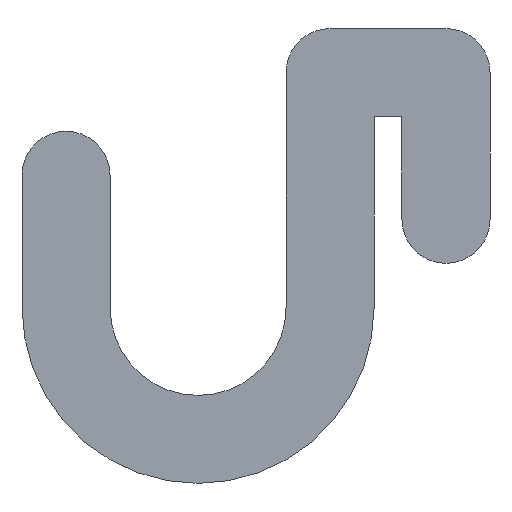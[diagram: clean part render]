
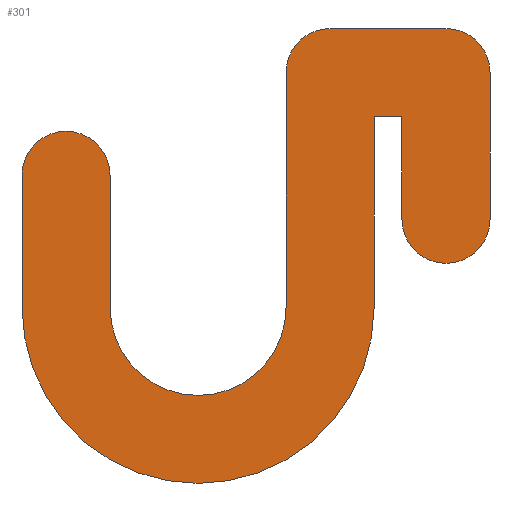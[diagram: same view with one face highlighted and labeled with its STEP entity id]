
A CAD part, front view. The second image highlights one B-rep face of the part: STEP entity #301.
In plain terms, the highlighted planar face has unit normal (0, -1, 0).
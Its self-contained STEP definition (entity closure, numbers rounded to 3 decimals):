
#13=CIRCLE($,#308,3.);
#15=CIRCLE($,#312,3.);
#17=CIRCLE($,#316,3.);
#19=CIRCLE($,#320,6.);
#21=CIRCLE($,#324,3.);
#23=CIRCLE($,#328,12.);
#45=FACE_OUTER_BOUND($,#61,.T.);
#61=EDGE_LOOP($,(#249,#250,#251,#252,#253,#254,#255,#256,#257,#258,#259,
#260,#261,#262));
#63=LINE($,#426,#93);
#68=LINE($,#440,#98);
#72=LINE($,#452,#102);
#76=LINE($,#464,#106);
#80=LINE($,#476,#110);
#84=LINE($,#488,#114);
#88=LINE($,#500,#118);
#91=LINE($,#505,#121);
#93=VECTOR($,#338,7.);
#98=VECTOR($,#351,10.);
#102=VECTOR($,#363,7.9);
#106=VECTOR($,#375,16.);
#110=VECTOR($,#387,9.);
#114=VECTOR($,#399,9.);
#118=VECTOR($,#411,13.);
#121=VECTOR($,#416,1.9);
#123=VERTEX_POINT($,#424);
#124=VERTEX_POINT($,#425);
#127=VERTEX_POINT($,#433);
#129=VERTEX_POINT($,#439);
#131=VERTEX_POINT($,#445);
#133=VERTEX_POINT($,#451);
#135=VERTEX_POINT($,#457);
#137=VERTEX_POINT($,#463);
#139=VERTEX_POINT($,#469);
#141=VERTEX_POINT($,#475);
#143=VERTEX_POINT($,#481);
#145=VERTEX_POINT($,#487);
#147=VERTEX_POINT($,#493);
#149=VERTEX_POINT($,#499);
#151=EDGE_CURVE($,#123,#124,#63,.T.);
#155=EDGE_CURVE($,#124,#127,#13,.T.);
#158=EDGE_CURVE($,#127,#129,#68,.T.);
#161=EDGE_CURVE($,#129,#131,#15,.T.);
#164=EDGE_CURVE($,#131,#133,#72,.T.);
#167=EDGE_CURVE($,#133,#135,#17,.T.);
#170=EDGE_CURVE($,#135,#137,#76,.T.);
#173=EDGE_CURVE($,#137,#139,#19,.T.);
#176=EDGE_CURVE($,#139,#141,#80,.T.);
#179=EDGE_CURVE($,#141,#143,#21,.T.);
#182=EDGE_CURVE($,#143,#145,#84,.T.);
#185=EDGE_CURVE($,#145,#147,#23,.T.);
#188=EDGE_CURVE($,#147,#149,#88,.T.);
#191=EDGE_CURVE($,#149,#123,#91,.T.);
#249=ORIENTED_EDGE($,*,*,#191,.T.);
#250=ORIENTED_EDGE($,*,*,#151,.T.);
#251=ORIENTED_EDGE($,*,*,#155,.T.);
#252=ORIENTED_EDGE($,*,*,#158,.T.);
#253=ORIENTED_EDGE($,*,*,#161,.T.);
#254=ORIENTED_EDGE($,*,*,#164,.T.);
#255=ORIENTED_EDGE($,*,*,#167,.T.);
#256=ORIENTED_EDGE($,*,*,#170,.T.);
#257=ORIENTED_EDGE($,*,*,#173,.T.);
#258=ORIENTED_EDGE($,*,*,#176,.T.);
#259=ORIENTED_EDGE($,*,*,#179,.T.);
#260=ORIENTED_EDGE($,*,*,#182,.T.);
#261=ORIENTED_EDGE($,*,*,#185,.T.);
#262=ORIENTED_EDGE($,*,*,#188,.T.);
#285=PLANE($,#332);
#301=ADVANCED_FACE($,(#45),#285,.T.);
#308=AXIS2_PLACEMENT_3D($,#434,#344,#345);
#312=AXIS2_PLACEMENT_3D($,#446,#356,#357);
#316=AXIS2_PLACEMENT_3D($,#458,#368,#369);
#320=AXIS2_PLACEMENT_3D($,#470,#380,#381);
#324=AXIS2_PLACEMENT_3D($,#482,#392,#393);
#328=AXIS2_PLACEMENT_3D($,#494,#404,#405);
#332=AXIS2_PLACEMENT_3D($,#507,#418,#419);
#338=DIRECTION($,(0.,0.,-1.));
#344=DIRECTION('center_axis',(0.,-1.,0.));
#345=DIRECTION('ref_axis',(0.,0.,1.));
#351=DIRECTION($,(0.,0.,1.));
#356=DIRECTION('center_axis',(0.,-1.,0.));
#357=DIRECTION('ref_axis',(0.,0.,-1.));
#363=DIRECTION($,(-1.,0.,0.));
#368=DIRECTION('center_axis',(0.,-1.,0.));
#369=DIRECTION('ref_axis',(1.,0.,0.));
#375=DIRECTION($,(0.,0.,-1.));
#380=DIRECTION('center_axis',(0.,1.,0.));
#381=DIRECTION('ref_axis',(1.,0.,0.));
#387=DIRECTION($,(0.,0.,1.));
#392=DIRECTION('center_axis',(0.,-1.,0.));
#393=DIRECTION('ref_axis',(0.,0.,-1.));
#399=DIRECTION($,(0.,0.,-1.));
#404=DIRECTION('center_axis',(0.,-1.,0.));
#405=DIRECTION('ref_axis',(0.,0.,1.));
#411=DIRECTION($,(0.,0.,1.));
#416=DIRECTION($,(1.,0.,0.));
#418=DIRECTION('center_axis',(0.,-1.,0.));
#419=DIRECTION('ref_axis',(0.,0.,-1.));
#424=CARTESIAN_POINT('',(1.9,0.,0.));
#425=CARTESIAN_POINT('',(1.9,0.,-7.));
#426=CARTESIAN_POINT($,(1.9,0.,0.));
#433=CARTESIAN_POINT('',(7.9,0.,-7.));
#434=CARTESIAN_POINT('Origin',(4.9,0.,-7.));
#439=CARTESIAN_POINT('',(7.9,0.,3.));
#440=CARTESIAN_POINT($,(7.9,0.,-7.));
#445=CARTESIAN_POINT('',(4.9,0.,6.));
#446=CARTESIAN_POINT('Origin',(4.9,0.,3.));
#451=CARTESIAN_POINT('',(-3.,0.,6.));
#452=CARTESIAN_POINT($,(4.9,0.,6.));
#457=CARTESIAN_POINT('',(-6.,0.,3.));
#458=CARTESIAN_POINT('Origin',(-3.,0.,3.));
#463=CARTESIAN_POINT('',(-6.,0.,-13.));
#464=CARTESIAN_POINT($,(-6.,0.,3.));
#469=CARTESIAN_POINT('',(-18.,0.,-13.));
#470=CARTESIAN_POINT('Origin',(-12.,0.,-13.));
#475=CARTESIAN_POINT('',(-18.,0.,-4.));
#476=CARTESIAN_POINT($,(-18.,0.,-13.));
#481=CARTESIAN_POINT('',(-24.,0.,-4.));
#482=CARTESIAN_POINT('Origin',(-21.,0.,-4.));
#487=CARTESIAN_POINT('',(-24.,0.,-13.));
#488=CARTESIAN_POINT($,(-24.,0.,-4.));
#493=CARTESIAN_POINT('',(0.,0.,-13.));
#494=CARTESIAN_POINT('Origin',(-12.,0.,-13.));
#499=CARTESIAN_POINT('',(0.,0.,0.));
#500=CARTESIAN_POINT($,(0.,0.,-13.));
#505=CARTESIAN_POINT($,(0.,0.,0.));
#507=CARTESIAN_POINT('Origin',(-7.193,0.,-8.58));
